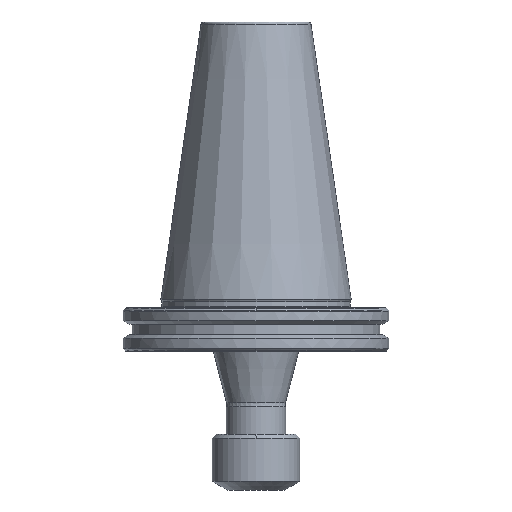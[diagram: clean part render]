
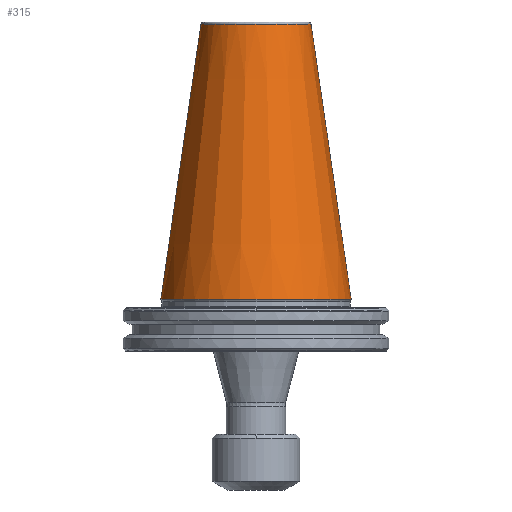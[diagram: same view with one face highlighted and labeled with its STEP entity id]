
A CAD part, front view. The second image highlights one B-rep face of the part: STEP entity #315.
In plain terms, the highlighted conical face has half-angle 8.297 degrees and reference radius 34.925 mm.
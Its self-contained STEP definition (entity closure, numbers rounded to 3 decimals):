
#65 = DIRECTION ( 'NONE',  ( -0.144, 0., -0.99 ) ) ;
#86 = DIRECTION ( 'NONE',  ( -1., 0., 0. ) ) ;
#97 = DIRECTION ( 'NONE',  ( 0., 0., -1. ) ) ;
#110 = CARTESIAN_POINT ( 'NONE',  ( 0., 0., 100.894 ) ) ;
#124 = ORIENTED_EDGE ( 'NONE', *, *, #803, .T. ) ;
#184 = ORIENTED_EDGE ( 'NONE', *, *, #2563, .T. ) ;
#266 = ORIENTED_EDGE ( 'NONE', *, *, #523, .F. ) ;
#315 = ADVANCED_FACE ( 'NONE', ( #1438 ), #730, .T. ) ;
#345 = EDGE_CURVE ( 'NONE', #1762, #556, #1455, .T. ) ;
#365 = EDGE_LOOP ( 'NONE', ( #266, #124, #184, #2652 ) ) ;
#459 = LINE ( 'NONE', #565, #2868 ) ;
#523 = EDGE_CURVE ( 'NONE', #2124, #556, #2674, .T. ) ;
#556 = VERTEX_POINT ( 'NONE', #1697 ) ;
#565 = CARTESIAN_POINT ( 'NONE',  ( -34.925, 0., 0. ) ) ;
#587 = CARTESIAN_POINT ( 'NONE',  ( -34.925, 0., 0. ) ) ;
#730 = CONICAL_SURFACE ( 'NONE', #2078, 34.925, 0.145 ) ;
#803 = EDGE_CURVE ( 'NONE', #2124, #2545, #2915, .T. ) ;
#1438 = FACE_OUTER_BOUND ( 'NONE', #365, .T. ) ;
#1455 = CIRCLE ( 'NONE', #2120, 34.925 ) ;
#1525 = AXIS2_PLACEMENT_3D ( 'NONE', #110, #97, #86 ) ;
#1579 = DIRECTION ( 'NONE',  ( 0., 0., -1. ) ) ;
#1676 = DIRECTION ( 'NONE',  ( -1., 0., 0. ) ) ;
#1697 = CARTESIAN_POINT ( 'NONE',  ( 34.925, 0., 0. ) ) ;
#1754 = DIRECTION ( 'NONE',  ( 0.144, 0., -0.99 ) ) ;
#1762 = VERTEX_POINT ( 'NONE', #587 ) ;
#1779 = CARTESIAN_POINT ( 'NONE',  ( 34.925, 0., 0. ) ) ;
#2078 = AXIS2_PLACEMENT_3D ( 'NONE', #2169, #1579, #1676 ) ;
#2120 = AXIS2_PLACEMENT_3D ( 'NONE', #2289, #3022, #2324 ) ;
#2124 = VERTEX_POINT ( 'NONE', #2146 ) ;
#2146 = CARTESIAN_POINT ( 'NONE',  ( 20.211, 0., 100.894 ) ) ;
#2169 = CARTESIAN_POINT ( 'NONE',  ( 0., 0., 0. ) ) ;
#2236 = CARTESIAN_POINT ( 'NONE',  ( -20.211, 0., 100.894 ) ) ;
#2289 = CARTESIAN_POINT ( 'NONE',  ( 0., 0., 0. ) ) ;
#2324 = DIRECTION ( 'NONE',  ( -1., 0., 0. ) ) ;
#2545 = VERTEX_POINT ( 'NONE', #2236 ) ;
#2563 = EDGE_CURVE ( 'NONE', #2545, #1762, #459, .T. ) ;
#2652 = ORIENTED_EDGE ( 'NONE', *, *, #345, .T. ) ;
#2674 = LINE ( 'NONE', #1779, #2861 ) ;
#2861 = VECTOR ( 'NONE', #1754, 1000. ) ;
#2868 = VECTOR ( 'NONE', #65, 1000. ) ;
#2915 = CIRCLE ( 'NONE', #1525, 20.211 ) ;
#3022 = DIRECTION ( 'NONE',  ( 0., 0., 1. ) ) ;
